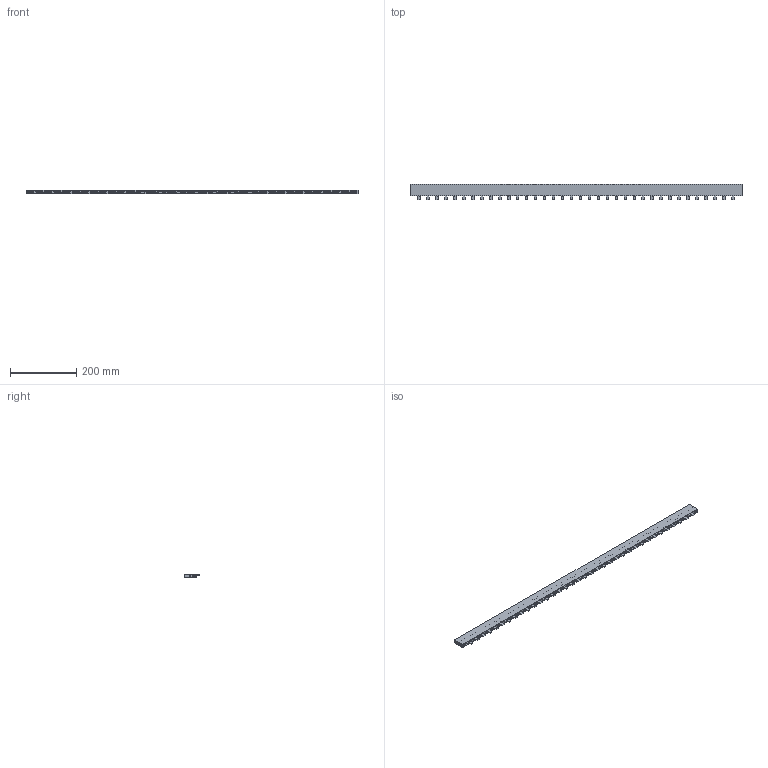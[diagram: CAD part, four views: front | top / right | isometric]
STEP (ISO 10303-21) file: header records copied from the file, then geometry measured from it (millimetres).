
FILE_DESCRIPTION (( 'STEP AP203' ), '1' );
FILE_NAME ('YNS51-2-100 Øèíà ñîåäèíèòåëüíàÿ PIN 2Ð 100À øàã 27 ìì (äë. 1ì) ÈÝ.STEP', '2016-09-07T08:14:35', ( '' ), ( '' ), 'SwSTEP 2.0', 'SolidWorks 2014', '' );
FILE_SCHEMA (( 'CONFIG_CONTROL_DESIGN' ));
Length unit declared in the file: millimetre
Products named in the file (1): YNS51-2-100 Øèíà ñîåäèíèòåëüíàÿ PIN 2Ð 100À øàã 27 ìì (äë. 1ì) ÈÝ
Bounding box: 1000 x 46.2 x 11.2 mm (x, y, z)
Volume: 334083.6 mm3; surface area: 165825.4 mm2
Topology: 1 solids, 1 shells, 374 faces, 972 edges, 600 vertices
Faces by surface type: plane 374
Entity records: 11081 total; most frequent: CARTESIAN_POINT 1947, ORIENTED_EDGE 1944, DIRECTION 1722, LINE 972, EDGE_CURVE 972, VECTOR 972, VERTEX_POINT 600, AXIS2_PLACEMENT_3D 375
